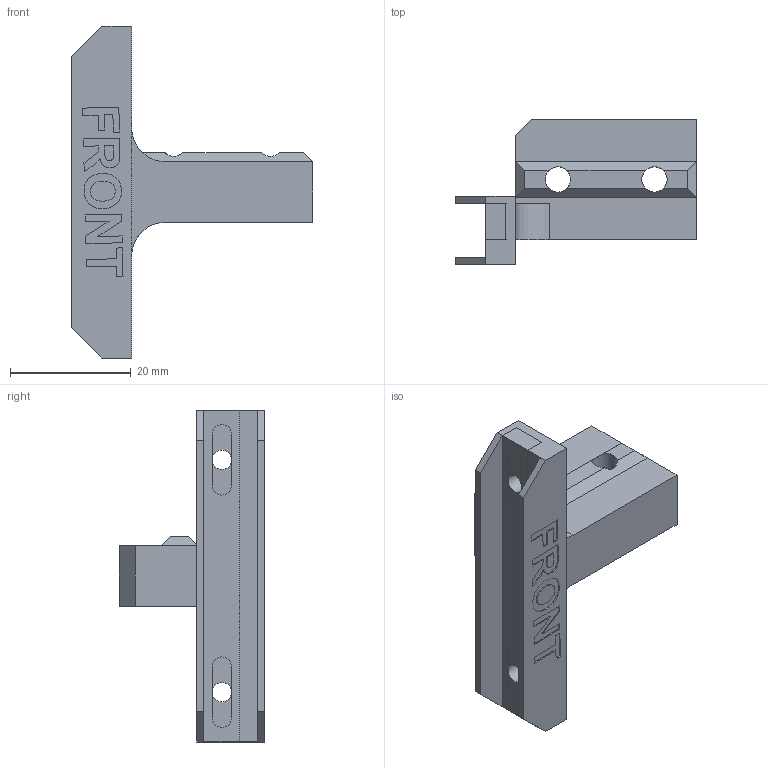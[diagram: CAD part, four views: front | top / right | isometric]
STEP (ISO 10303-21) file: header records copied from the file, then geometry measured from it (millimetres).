
FILE_DESCRIPTION(/* description */ (''),/* implementation_level */ '2;1');
FILE_NAME(/* name */ 'SV08 Side 2020 mounts v4.step',/* time_stamp */ '2025-05-01T21:25:12+08:00',/* author */ (''),/* organization */ (''),/* preprocessor_version */ 'ST-DEVELOPER v20.1',/* originating_system */ 'Autodesk Translation Framework v14.4.0.0',/* authorisation */ '');
FILE_SCHEMA (('AUTOMOTIVE_DESIGN { 1 0 10303 214 3 1 1 }'));
Length unit declared in the file: millimetre
Products named in the file (3): SV08 Side 2020 mounts; SV08 Side 2020 mounts_1; Hole Drill Guide
Assembly tree (2 placements, depth 2):
  SV08 Side 2020 mounts
    SV08 Side 2020 mounts_1
    Hole Drill Guide
Bounding box: 40 x 24.1 x 55 mm (x, y, z)
Volume: 10333.8 mm3; surface area: 6857.9 mm2
Topology: 2 solids, 2 shells, 143 faces, 395 edges, 262 vertices
Faces by surface type: plane 93, bspline 34, cylinder 16
Full cylindrical faces by diameter (mm): 3.2 x2, 4.2 x2, 10.2 x2
Entity records: 4963 total; most frequent: CARTESIAN_POINT 1390, ORIENTED_EDGE 790, DIRECTION 599, EDGE_CURVE 395, LINE 281, VECTOR 281, VERTEX_POINT 262, EDGE_LOOP 161
